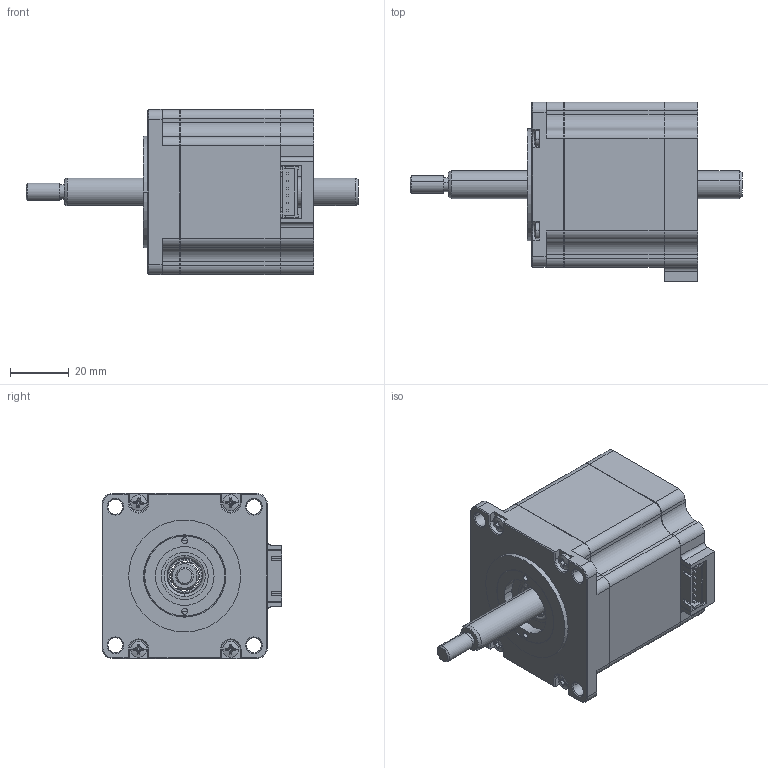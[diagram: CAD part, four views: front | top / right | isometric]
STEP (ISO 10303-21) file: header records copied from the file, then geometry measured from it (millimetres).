
FILE_DESCRIPTION (( 'STEP AP203' ), '1' );
FILE_NAME ('LN238S-E09050-100-S-220.STEP', '2019-04-13T02:41:26', ( 'Sky123.Org' ), ( 'Sky123.Org' ), 'SwSTEP 2.0', 'SolidWorks 2014', '' );
FILE_SCHEMA (( 'CONFIG_CONTROL_DESIGN' ));
Length unit declared in the file: millimetre
Products named in the file (1): LN238S-E09050-100-S-220
Bounding box: 113 x 61.2 x 56.2 mm (x, y, z)
Surface area: 30334.3 mm2 (no closed solid volume)
Topology: 0 solids, 17 shells, 395 faces, 1131 edges, 752 vertices
Faces by surface type: plane 197, cylinder 96, cone 90, sphere 8, torus 4
Entity records: 13342 total; most frequent: CARTESIAN_POINT 2911, DIRECTION 2195, ORIENTED_EDGE 2032, EDGE_CURVE 1131, AXIS2_PLACEMENT_3D 772, VERTEX_POINT 752, LINE 651, VECTOR 651
